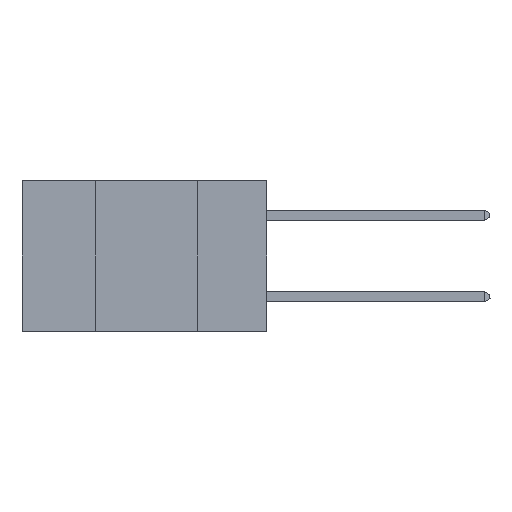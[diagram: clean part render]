
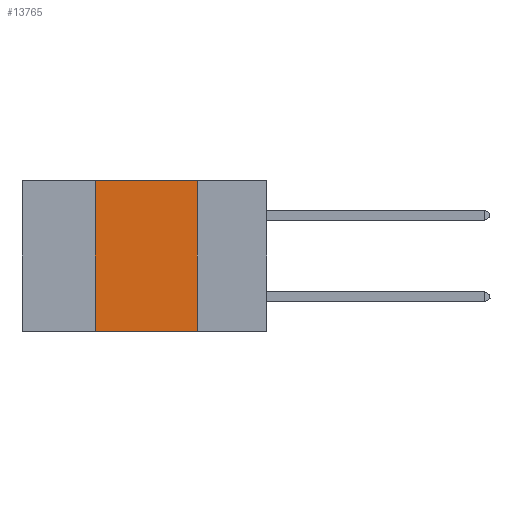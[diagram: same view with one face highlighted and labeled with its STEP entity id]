
A CAD part, left-side view. The second image highlights one B-rep face of the part: STEP entity #13765.
In plain terms, the highlighted planar face has unit normal (-1, 0, 0).
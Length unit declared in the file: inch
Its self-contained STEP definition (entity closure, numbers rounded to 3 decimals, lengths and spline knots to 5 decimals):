
#619 = EDGE_LOOP ( 'NONE', ( #22030, #11803, #16428, #20010 ) ) ;
#1692 = DIRECTION ( 'NONE',  ( 0., 0., -1. ) ) ;
#1829 = VERTEX_POINT ( 'NONE', #5786 ) ;
#2229 = LINE ( 'NONE', #8902, #11700 ) ;
#4900 = CARTESIAN_POINT ( 'NONE',  ( 0., 0.42, -0.37 ) ) ;
#5786 = CARTESIAN_POINT ( 'NONE',  ( 0., 0.17, -0.37 ) ) ;
#6537 = EDGE_CURVE ( 'NONE', #20138, #7233, #22218, .T. ) ;
#6681 = VECTOR ( 'NONE', #19149, 39.37008 ) ;
#7233 = VERTEX_POINT ( 'NONE', #20166 ) ;
#7819 = EDGE_CURVE ( 'NONE', #7233, #1829, #2229, .T. ) ;
#8616 = EDGE_CURVE ( 'NONE', #23592, #20138, #22396, .T. ) ;
#8902 = CARTESIAN_POINT ( 'NONE',  ( 0., 0.17, 0. ) ) ;
#9229 = DIRECTION ( 'NONE',  ( 0., -1., 0. ) ) ;
#9237 = PLANE ( 'NONE',  #16656 ) ;
#10303 = VECTOR ( 'NONE', #14214, 39.37008 ) ;
#11283 = VECTOR ( 'NONE', #9229, 39.37008 ) ;
#11700 = VECTOR ( 'NONE', #16349, 39.37008 ) ;
#11803 = ORIENTED_EDGE ( 'NONE', *, *, #6537, .F. ) ;
#13765 = ADVANCED_FACE ( 'NONE', ( #19848 ), #9237, .F. ) ;
#14120 = CARTESIAN_POINT ( 'NONE',  ( 0., 0.6, 0. ) ) ;
#14214 = DIRECTION ( 'NONE',  ( 0., -1., 0. ) ) ;
#16349 = DIRECTION ( 'NONE',  ( 0., 0., -1. ) ) ;
#16428 = ORIENTED_EDGE ( 'NONE', *, *, #8616, .F. ) ;
#16656 = AXIS2_PLACEMENT_3D ( 'NONE', #22544, #18780, #1692 ) ;
#17005 = CARTESIAN_POINT ( 'NONE',  ( 0., 0.42, 0. ) ) ;
#18780 = DIRECTION ( 'NONE',  ( 1., 0., 0. ) ) ;
#19149 = DIRECTION ( 'NONE',  ( 0., 0., 1. ) ) ;
#19411 = EDGE_CURVE ( 'NONE', #23592, #1829, #21997, .T. ) ;
#19848 = FACE_OUTER_BOUND ( 'NONE', #619, .T. ) ;
#20010 = ORIENTED_EDGE ( 'NONE', *, *, #19411, .T. ) ;
#20138 = VERTEX_POINT ( 'NONE', #17005 ) ;
#20166 = CARTESIAN_POINT ( 'NONE',  ( 0., 0.17, 0. ) ) ;
#21064 = CARTESIAN_POINT ( 'NONE',  ( 0., 0.42, 0. ) ) ;
#21997 = LINE ( 'NONE', #24404, #11283 ) ;
#22030 = ORIENTED_EDGE ( 'NONE', *, *, #7819, .F. ) ;
#22218 = LINE ( 'NONE', #14120, #10303 ) ;
#22396 = LINE ( 'NONE', #21064, #6681 ) ;
#22544 = CARTESIAN_POINT ( 'NONE',  ( 0., 0.6, 0. ) ) ;
#23592 = VERTEX_POINT ( 'NONE', #4900 ) ;
#24404 = CARTESIAN_POINT ( 'NONE',  ( 0., 0.6, -0.37 ) ) ;
